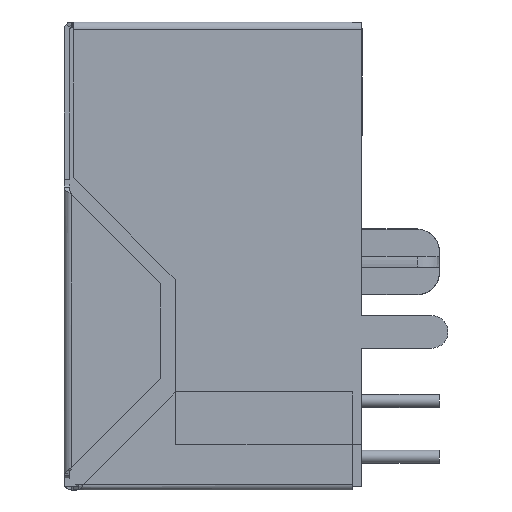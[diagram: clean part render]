
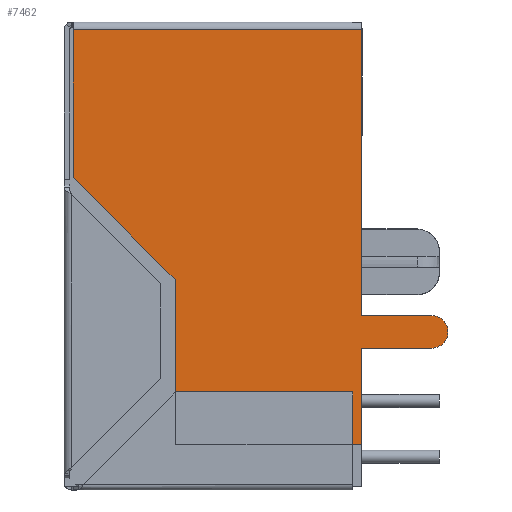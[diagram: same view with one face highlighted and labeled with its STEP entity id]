
A CAD part, left-side view. The second image highlights one B-rep face of the part: STEP entity #7462.
In plain terms, the highlighted face is planar.
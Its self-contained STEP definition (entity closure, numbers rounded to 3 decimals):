
#77 = AXIS2_PLACEMENT_3D ( 'NONE', #4633, #11394, #5596 ) ;
#533 = EDGE_CURVE ( 'NONE', #11587, #5597, #8078, .T. ) ;
#546 = ORIENTED_EDGE ( 'NONE', *, *, #8898, .T. ) ;
#658 = VECTOR ( 'NONE', #2851, 1000. ) ;
#683 = VECTOR ( 'NONE', #6042, 1000. ) ;
#757 = CARTESIAN_POINT ( 'NONE',  ( 8.2, 24.273, -56.103 ) ) ;
#794 = LINE ( 'NONE', #757, #5924 ) ;
#860 = VERTEX_POINT ( 'NONE', #3198 ) ;
#1072 = DIRECTION ( 'NONE',  ( 1., 0., 0. ) ) ;
#1210 = VERTEX_POINT ( 'NONE', #8485 ) ;
#1372 = CARTESIAN_POINT ( 'NONE',  ( 8.2, 24.273, -11.383 ) ) ;
#1400 = EDGE_CURVE ( 'NONE', #2067, #1210, #3237, .T. ) ;
#1410 = DIRECTION ( 'NONE',  ( 0., -1., 0. ) ) ;
#1547 = ORIENTED_EDGE ( 'NONE', *, *, #5434, .T. ) ;
#1678 = DIRECTION ( 'NONE',  ( 0., 1., 0. ) ) ;
#1784 = ORIENTED_EDGE ( 'NONE', *, *, #2238, .T. ) ;
#1831 = AXIS2_PLACEMENT_3D ( 'NONE', #1372, #8156, #2371 ) ;
#1839 = EDGE_CURVE ( 'NONE', #860, #11023, #8398, .T. ) ;
#2067 = VERTEX_POINT ( 'NONE', #3400 ) ;
#2097 = EDGE_LOOP ( 'NONE', ( #1547, #9734, #2382, #3006, #6110, #1784, #4692, #10401, #546, #11804, #9260 ) ) ;
#2098 = DIRECTION ( 'NONE',  ( 0., 0.707, -0.707 ) ) ;
#2190 = LINE ( 'NONE', #11646, #7324 ) ;
#2238 = EDGE_CURVE ( 'NONE', #5597, #5331, #10812, .T. ) ;
#2344 = EDGE_CURVE ( 'NONE', #5331, #860, #5788, .T. ) ;
#2371 = DIRECTION ( 'NONE',  ( 0., 0., -1. ) ) ;
#2382 = ORIENTED_EDGE ( 'NONE', *, *, #1400, .F. ) ;
#2594 = VECTOR ( 'NONE', #11911, 1000. ) ;
#2851 = DIRECTION ( 'NONE',  ( 0., 0., -1. ) ) ;
#3006 = ORIENTED_EDGE ( 'NONE', *, *, #12342, .T. ) ;
#3198 = CARTESIAN_POINT ( 'NONE',  ( 8.2, 12.591, -60.52 ) ) ;
#3237 = LINE ( 'NONE', #8822, #6440 ) ;
#3301 = VECTOR ( 'NONE', #1410, 1000. ) ;
#3400 = CARTESIAN_POINT ( 'NONE',  ( 8.2, 7.923, -41.577 ) ) ;
#3640 = CARTESIAN_POINT ( 'NONE',  ( 8.2, 24.273, -56.103 ) ) ;
#3718 = CARTESIAN_POINT ( 'NONE',  ( 8.2, 24.273, -54.623 ) ) ;
#4157 = LINE ( 'NONE', #12297, #9319 ) ;
#4315 = FACE_OUTER_BOUND ( 'NONE', #2097, .T. ) ;
#4510 = EDGE_CURVE ( 'NONE', #9490, #1210, #5459, .T. ) ;
#4535 = CARTESIAN_POINT ( 'NONE',  ( 8.2, 21.073, -56.103 ) ) ;
#4633 = CARTESIAN_POINT ( 'NONE',  ( 8.2, 12.341, -53.094 ) ) ;
#4692 = ORIENTED_EDGE ( 'NONE', *, *, #2344, .T. ) ;
#4704 = CARTESIAN_POINT ( 'NONE',  ( 8.2, 21.073, -54.623 ) ) ;
#5069 = CARTESIAN_POINT ( 'NONE',  ( 8.2, 24.273, -60.52 ) ) ;
#5078 = CARTESIAN_POINT ( 'NONE',  ( 8.2, 12.518, -52.918 ) ) ;
#5331 = VERTEX_POINT ( 'NONE', #7981 ) ;
#5434 = EDGE_CURVE ( 'NONE', #9484, #9490, #9806, .T. ) ;
#5459 = LINE ( 'NONE', #9964, #2594 ) ;
#5522 = VERTEX_POINT ( 'NONE', #4535 ) ;
#5596 = DIRECTION ( 'NONE',  ( 0., 0., 1. ) ) ;
#5597 = VERTEX_POINT ( 'NONE', #5078 ) ;
#5788 = LINE ( 'NONE', #8634, #658 ) ;
#5924 = VECTOR ( 'NONE', #1678, 1000. ) ;
#6042 = DIRECTION ( 'NONE',  ( 0., 1., 0. ) ) ;
#6110 = ORIENTED_EDGE ( 'NONE', *, *, #533, .T. ) ;
#6440 = VECTOR ( 'NONE', #7929, 1000. ) ;
#6474 = DIRECTION ( 'NONE',  ( 0., 0., 1. ) ) ;
#6730 = DIRECTION ( 'NONE',  ( 0., 0., -1. ) ) ;
#6852 = CIRCLE ( 'NONE', #8479, 0.74 ) ;
#6874 = CARTESIAN_POINT ( 'NONE',  ( 8.2, 24.273, -55.363 ) ) ;
#7324 = VECTOR ( 'NONE', #6730, 1000. ) ;
#7462 = ADVANCED_FACE ( 'NONE', ( #4315 ), #9082, .T. ) ;
#7837 = DIRECTION ( 'NONE',  ( 0., 0., 1. ) ) ;
#7852 = EDGE_CURVE ( 'NONE', #10560, #9484, #6852, .T. ) ;
#7929 = DIRECTION ( 'NONE',  ( 0., 1., 0. ) ) ;
#7981 = CARTESIAN_POINT ( 'NONE',  ( 8.2, 12.591, -53.094 ) ) ;
#8078 = LINE ( 'NONE', #8862, #9753 ) ;
#8156 = DIRECTION ( 'NONE',  ( 1., 0., 0. ) ) ;
#8398 = LINE ( 'NONE', #5069, #683 ) ;
#8479 = AXIS2_PLACEMENT_3D ( 'NONE', #6874, #1072, #7837 ) ;
#8485 = CARTESIAN_POINT ( 'NONE',  ( 8.2, 21.073, -41.577 ) ) ;
#8634 = CARTESIAN_POINT ( 'NONE',  ( 8.2, 12.591, -11.383 ) ) ;
#8822 = CARTESIAN_POINT ( 'NONE',  ( 8.2, 1.12, -41.577 ) ) ;
#8862 = CARTESIAN_POINT ( 'NONE',  ( 8.2, 7.923, -48.323 ) ) ;
#8898 = EDGE_CURVE ( 'NONE', #11023, #5522, #4157, .T. ) ;
#9082 = PLANE ( 'NONE',  #1831 ) ;
#9260 = ORIENTED_EDGE ( 'NONE', *, *, #7852, .T. ) ;
#9319 = VECTOR ( 'NONE', #6474, 1000. ) ;
#9472 = EDGE_CURVE ( 'NONE', #5522, #10560, #794, .T. ) ;
#9484 = VERTEX_POINT ( 'NONE', #3718 ) ;
#9490 = VERTEX_POINT ( 'NONE', #4704 ) ;
#9734 = ORIENTED_EDGE ( 'NONE', *, *, #4510, .T. ) ;
#9753 = VECTOR ( 'NONE', #2098, 1000. ) ;
#9806 = LINE ( 'NONE', #12062, #3301 ) ;
#9964 = CARTESIAN_POINT ( 'NONE',  ( 8.2, 21.073, -11.383 ) ) ;
#10401 = ORIENTED_EDGE ( 'NONE', *, *, #1839, .T. ) ;
#10560 = VERTEX_POINT ( 'NONE', #3640 ) ;
#10812 = CIRCLE ( 'NONE', #77, 0.25 ) ;
#11023 = VERTEX_POINT ( 'NONE', #11204 ) ;
#11204 = CARTESIAN_POINT ( 'NONE',  ( 8.2, 21.073, -60.52 ) ) ;
#11394 = DIRECTION ( 'NONE',  ( -1., 0., 0. ) ) ;
#11587 = VERTEX_POINT ( 'NONE', #12272 ) ;
#11646 = CARTESIAN_POINT ( 'NONE',  ( 8.2, 7.923, -11.383 ) ) ;
#11804 = ORIENTED_EDGE ( 'NONE', *, *, #9472, .T. ) ;
#11911 = DIRECTION ( 'NONE',  ( 0., 0., 1. ) ) ;
#12062 = CARTESIAN_POINT ( 'NONE',  ( 8.2, 24.273, -54.623 ) ) ;
#12272 = CARTESIAN_POINT ( 'NONE',  ( 8.2, 7.923, -48.323 ) ) ;
#12297 = CARTESIAN_POINT ( 'NONE',  ( 8.2, 21.073, -11.383 ) ) ;
#12342 = EDGE_CURVE ( 'NONE', #2067, #11587, #2190, .T. ) ;
